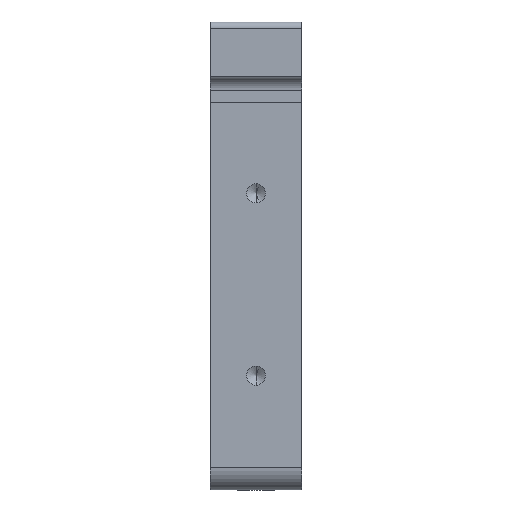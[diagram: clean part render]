
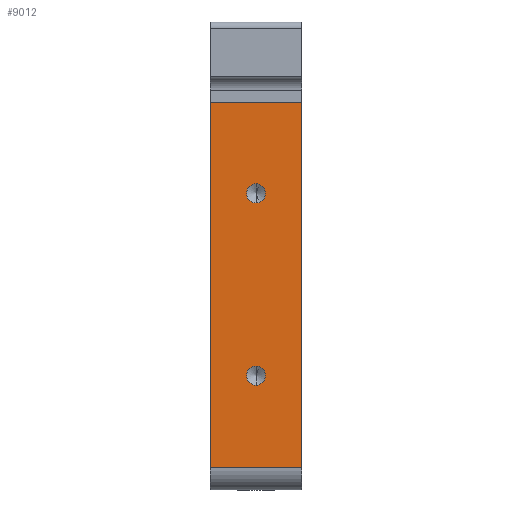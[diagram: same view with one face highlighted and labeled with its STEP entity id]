
A CAD part, left-side view. The second image highlights one B-rep face of the part: STEP entity #9012.
In plain terms, the highlighted planar face has unit normal (-1, 0, 0).
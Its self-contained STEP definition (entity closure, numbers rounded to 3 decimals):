
#221 = ORIENTED_EDGE ( 'NONE', *, *, #834, .F. ) ;
#271 = DIRECTION ( 'NONE',  ( 0., 0., 1. ) ) ;
#801 = CARTESIAN_POINT ( 'NONE',  ( -45.4, 0., 30.6 ) ) ;
#817 = EDGE_CURVE ( 'NONE', #8086, #8492, #6430, .T. ) ;
#834 = EDGE_CURVE ( 'NONE', #2959, #8429, #8424, .T. ) ;
#899 = EDGE_CURVE ( 'NONE', #8492, #8086, #7710, .T. ) ;
#915 = DIRECTION ( 'NONE',  ( -1., 0., 0. ) ) ;
#946 = AXIS2_PLACEMENT_3D ( 'NONE', #6164, #1759, #6925 ) ;
#981 = LINE ( 'NONE', #1959, #4679 ) ;
#1212 = CARTESIAN_POINT ( 'NONE',  ( -45.4, 10., 12.7 ) ) ;
#1258 = ORIENTED_EDGE ( 'NONE', *, *, #8999, .T. ) ;
#1435 = CARTESIAN_POINT ( 'NONE',  ( -45.4, 10., 8.5 ) ) ;
#1509 = CARTESIAN_POINT ( 'NONE',  ( -45.4, 10., -27.3 ) ) ;
#1648 = VECTOR ( 'NONE', #7375, 1000. ) ;
#1694 = CARTESIAN_POINT ( 'NONE',  ( -45.4, 10., 10.6 ) ) ;
#1720 = VERTEX_POINT ( 'NONE', #801 ) ;
#1757 = ORIENTED_EDGE ( 'NONE', *, *, #817, .F. ) ;
#1759 = DIRECTION ( 'NONE',  ( -1., 0., 0. ) ) ;
#1793 = ORIENTED_EDGE ( 'NONE', *, *, #3179, .F. ) ;
#1909 = EDGE_LOOP ( 'NONE', ( #1258, #1793, #1966, #8675 ) ) ;
#1959 = CARTESIAN_POINT ( 'NONE',  ( -45.4, 20., 30.6 ) ) ;
#1966 = ORIENTED_EDGE ( 'NONE', *, *, #9435, .F. ) ;
#2261 = DIRECTION ( 'NONE',  ( 1., 0., 0. ) ) ;
#2391 = EDGE_CURVE ( 'NONE', #8429, #2959, #7585, .T. ) ;
#2431 = DIRECTION ( 'NONE',  ( 0., 0., 1. ) ) ;
#2946 = CARTESIAN_POINT ( 'NONE',  ( -45.4, 20., 30.6 ) ) ;
#2959 = VERTEX_POINT ( 'NONE', #1212 ) ;
#3179 = EDGE_CURVE ( 'NONE', #4808, #1720, #981, .T. ) ;
#3653 = CARTESIAN_POINT ( 'NONE',  ( -45.4, 20., -49.5 ) ) ;
#3701 = CARTESIAN_POINT ( 'NONE',  ( -45.4, 0., 30.6 ) ) ;
#3775 = LINE ( 'NONE', #3653, #5938 ) ;
#3859 = CARTESIAN_POINT ( 'NONE',  ( -45.4, 20., 30.6 ) ) ;
#4182 = DIRECTION ( 'NONE',  ( 0., -1., 0. ) ) ;
#4385 = DIRECTION ( 'NONE',  ( 0., -1., 0. ) ) ;
#4484 = CARTESIAN_POINT ( 'NONE',  ( -45.4, 20., 30.6 ) ) ;
#4489 = ORIENTED_EDGE ( 'NONE', *, *, #899, .F. ) ;
#4679 = VECTOR ( 'NONE', #4182, 1000. ) ;
#4707 = DIRECTION ( 'NONE',  ( -1., 0., 0. ) ) ;
#4808 = VERTEX_POINT ( 'NONE', #3859 ) ;
#5100 = FACE_BOUND ( 'NONE', #7342, .T. ) ;
#5309 = AXIS2_PLACEMENT_3D ( 'NONE', #2946, #2261, #7427 ) ;
#5320 = CARTESIAN_POINT ( 'NONE',  ( -45.4, 10., -29.4 ) ) ;
#5333 = AXIS2_PLACEMENT_3D ( 'NONE', #9151, #4707, #271 ) ;
#5353 = DIRECTION ( 'NONE',  ( 0., 0., 1. ) ) ;
#5521 = VERTEX_POINT ( 'NONE', #9109 ) ;
#5938 = VECTOR ( 'NONE', #4385, 1000. ) ;
#6164 = CARTESIAN_POINT ( 'NONE',  ( -45.4, 10., -29.4 ) ) ;
#6252 = VECTOR ( 'NONE', #8927, 1000. ) ;
#6430 = CIRCLE ( 'NONE', #6593, 2.1 ) ;
#6519 = EDGE_CURVE ( 'NONE', #9064, #5521, #3775, .T. ) ;
#6593 = AXIS2_PLACEMENT_3D ( 'NONE', #5320, #915, #5353 ) ;
#6684 = PLANE ( 'NONE',  #5309 ) ;
#6856 = DIRECTION ( 'NONE',  ( -1., 0., 0. ) ) ;
#6925 = DIRECTION ( 'NONE',  ( 0., 0., 1. ) ) ;
#7067 = FACE_BOUND ( 'NONE', #8897, .T. ) ;
#7342 = EDGE_LOOP ( 'NONE', ( #1757, #4489 ) ) ;
#7373 = ORIENTED_EDGE ( 'NONE', *, *, #2391, .F. ) ;
#7375 = DIRECTION ( 'NONE',  ( 0., 0., 1. ) ) ;
#7427 = DIRECTION ( 'NONE',  ( 0., 0., -1. ) ) ;
#7459 = CARTESIAN_POINT ( 'NONE',  ( -45.4, 20., -49.5 ) ) ;
#7577 = AXIS2_PLACEMENT_3D ( 'NONE', #1694, #6856, #2431 ) ;
#7585 = CIRCLE ( 'NONE', #5333, 2.1 ) ;
#7710 = CIRCLE ( 'NONE', #946, 2.1 ) ;
#8086 = VERTEX_POINT ( 'NONE', #1509 ) ;
#8247 = LINE ( 'NONE', #4484, #6252 ) ;
#8424 = CIRCLE ( 'NONE', #7577, 2.1 ) ;
#8429 = VERTEX_POINT ( 'NONE', #1435 ) ;
#8492 = VERTEX_POINT ( 'NONE', #8965 ) ;
#8675 = ORIENTED_EDGE ( 'NONE', *, *, #6519, .T. ) ;
#8897 = EDGE_LOOP ( 'NONE', ( #221, #7373 ) ) ;
#8927 = DIRECTION ( 'NONE',  ( 0., 0., 1. ) ) ;
#8965 = CARTESIAN_POINT ( 'NONE',  ( -45.4, 10., -31.5 ) ) ;
#8999 = EDGE_CURVE ( 'NONE', #5521, #1720, #9285, .T. ) ;
#9012 = ADVANCED_FACE ( 'NONE', ( #7067, #5100, #9055 ), #6684, .F. ) ;
#9055 = FACE_OUTER_BOUND ( 'NONE', #1909, .T. ) ;
#9064 = VERTEX_POINT ( 'NONE', #7459 ) ;
#9109 = CARTESIAN_POINT ( 'NONE',  ( -45.4, 0., -49.5 ) ) ;
#9151 = CARTESIAN_POINT ( 'NONE',  ( -45.4, 10., 10.6 ) ) ;
#9285 = LINE ( 'NONE', #3701, #1648 ) ;
#9435 = EDGE_CURVE ( 'NONE', #9064, #4808, #8247, .T. ) ;
